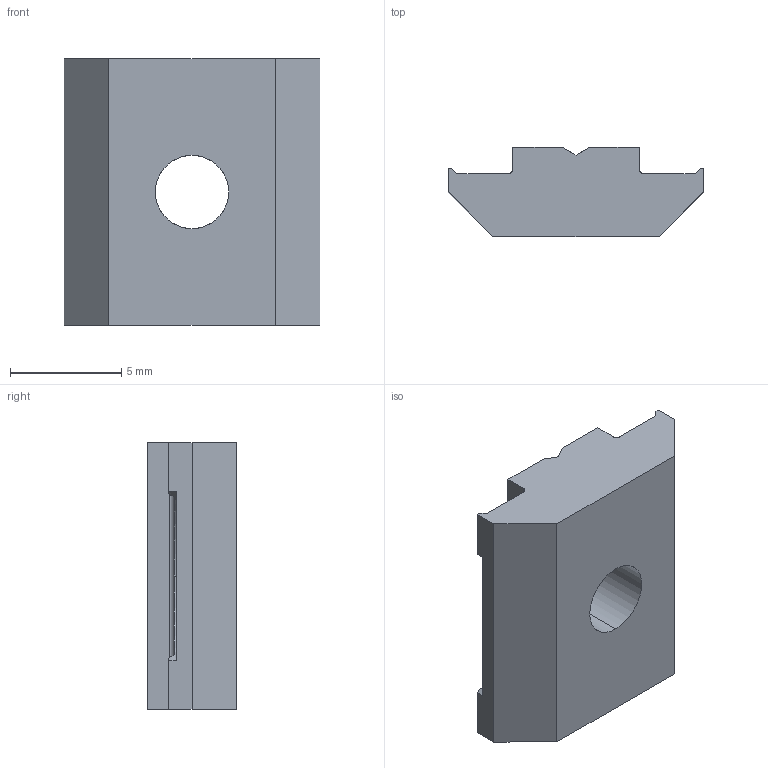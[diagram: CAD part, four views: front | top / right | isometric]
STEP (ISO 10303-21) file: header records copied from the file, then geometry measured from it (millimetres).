
FILE_DESCRIPTION (( 'STEP AP214' ), '1' );
FILE_NAME ('096484e.STEP', '2012-05-22T08:10:21', ( 'de01pc046' ), ( 'Fath GmbH' ), 'SwSTEP 2.0', 'SolidWorks 2012', '' );
FILE_SCHEMA (( 'AUTOMOTIVE_DESIGN' ));
Length unit declared in the file: millimetre
Products named in the file (1): 096484e
Bounding box: 11.5 x 4 x 12 mm (x, y, z)
Volume: 383 mm3; surface area: 441.2 mm2
Topology: 1 solids, 1 shells, 34 faces, 97 edges, 64 vertices
Faces by surface type: plane 27, cylinder 7
Entity records: 1163 total; most frequent: CARTESIAN_POINT 220, ORIENTED_EDGE 194, DIRECTION 177, EDGE_CURVE 97, LINE 71, VECTOR 71, VERTEX_POINT 64, AXIS2_PLACEMENT_3D 53
